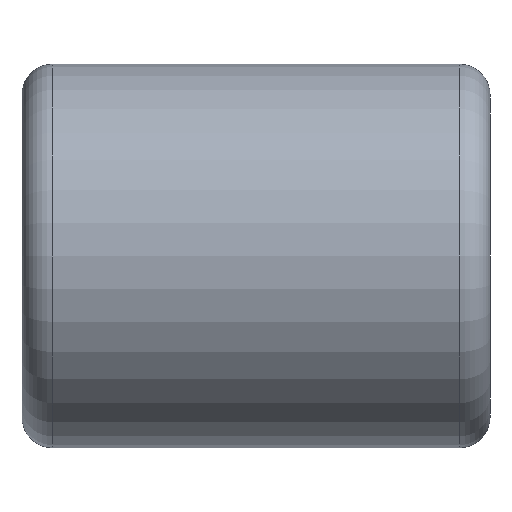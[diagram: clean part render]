
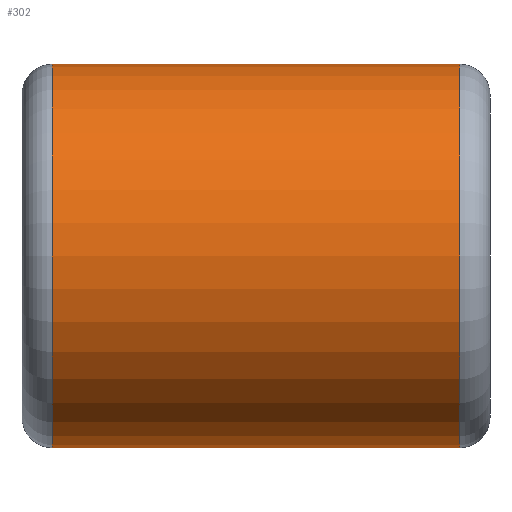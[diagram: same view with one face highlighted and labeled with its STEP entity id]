
A CAD part, front view. The second image highlights one B-rep face of the part: STEP entity #302.
In plain terms, the highlighted cylindrical face has radius 41 mm (diameter 82 mm), a partial arc.
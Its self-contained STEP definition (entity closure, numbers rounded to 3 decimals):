
#18 = AXIS2_PLACEMENT_3D ( 'NONE', #425, #241, #364 ) ;
#44 = ORIENTED_EDGE ( 'NONE', *, *, #133, .T. ) ;
#46 = VECTOR ( 'NONE', #276, 1000. ) ;
#58 = DIRECTION ( 'NONE',  ( -1., 0., 0. ) ) ;
#78 = VERTEX_POINT ( 'NONE', #193 ) ;
#87 = DIRECTION ( 'NONE',  ( 1., 0., 0. ) ) ;
#125 = CARTESIAN_POINT ( 'NONE',  ( 6.5, 0., 0. ) ) ;
#133 = EDGE_CURVE ( 'NONE', #342, #403, #254, .T. ) ;
#134 = DIRECTION ( 'NONE',  ( 0., 0., 1. ) ) ;
#143 = AXIS2_PLACEMENT_3D ( 'NONE', #212, #258, #134 ) ;
#146 = EDGE_LOOP ( 'NONE', ( #375, #356, #421, #44 ) ) ;
#152 = DIRECTION ( 'NONE',  ( 0., 0., -1. ) ) ;
#166 = EDGE_CURVE ( 'NONE', #78, #342, #458, .T. ) ;
#175 = VECTOR ( 'NONE', #58, 1000. ) ;
#193 = CARTESIAN_POINT ( 'NONE',  ( 93.5, 0., 41. ) ) ;
#208 = EDGE_CURVE ( 'NONE', #474, #403, #345, .T. ) ;
#212 = CARTESIAN_POINT ( 'NONE',  ( 0., 0., 0. ) ) ;
#214 = EDGE_CURVE ( 'NONE', #474, #78, #287, .T. ) ;
#219 = CARTESIAN_POINT ( 'NONE',  ( 6.5, 0., -41. ) ) ;
#241 = DIRECTION ( 'NONE',  ( -1., 0., 0. ) ) ;
#254 = CIRCLE ( 'NONE', #334, 41. ) ;
#258 = DIRECTION ( 'NONE',  ( -1., 0., 0. ) ) ;
#261 = CARTESIAN_POINT ( 'NONE',  ( 93.5, 0., -41. ) ) ;
#276 = DIRECTION ( 'NONE',  ( -1., 0., 0. ) ) ;
#287 = CIRCLE ( 'NONE', #18, 41. ) ;
#302 = ADVANCED_FACE ( 'NONE', ( #428 ), #469, .T. ) ;
#311 = CARTESIAN_POINT ( 'NONE',  ( 0., 0., -41. ) ) ;
#334 = AXIS2_PLACEMENT_3D ( 'NONE', #125, #87, #152 ) ;
#342 = VERTEX_POINT ( 'NONE', #397 ) ;
#345 = LINE ( 'NONE', #311, #46 ) ;
#356 = ORIENTED_EDGE ( 'NONE', *, *, #214, .T. ) ;
#364 = DIRECTION ( 'NONE',  ( 0., 0., 1. ) ) ;
#375 = ORIENTED_EDGE ( 'NONE', *, *, #208, .F. ) ;
#397 = CARTESIAN_POINT ( 'NONE',  ( 6.5, 0., 41. ) ) ;
#403 = VERTEX_POINT ( 'NONE', #219 ) ;
#420 = CARTESIAN_POINT ( 'NONE',  ( 0., 0., 41. ) ) ;
#421 = ORIENTED_EDGE ( 'NONE', *, *, #166, .T. ) ;
#425 = CARTESIAN_POINT ( 'NONE',  ( 93.5, 0., 0. ) ) ;
#428 = FACE_OUTER_BOUND ( 'NONE', #146, .T. ) ;
#458 = LINE ( 'NONE', #420, #175 ) ;
#469 = CYLINDRICAL_SURFACE ( 'NONE', #143, 41. ) ;
#474 = VERTEX_POINT ( 'NONE', #261 ) ;
